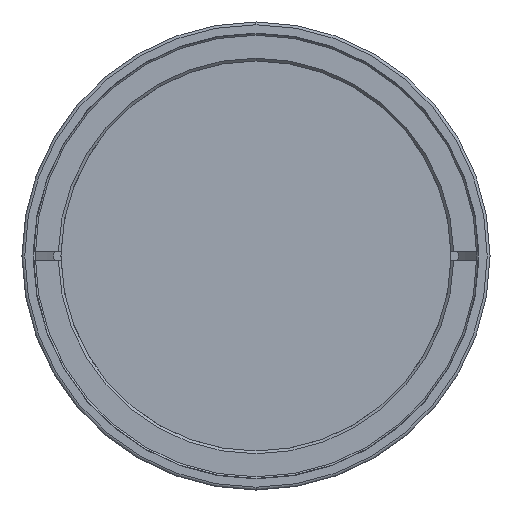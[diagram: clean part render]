
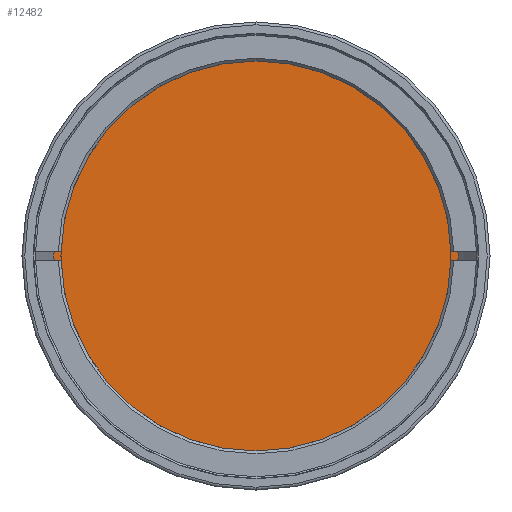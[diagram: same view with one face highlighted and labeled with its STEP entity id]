
A CAD part, left-side view. The second image highlights one B-rep face of the part: STEP entity #12482.
In plain terms, the highlighted planar face has unit normal (-1, 0, 0).
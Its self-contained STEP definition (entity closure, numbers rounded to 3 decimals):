
#586 = DIRECTION ( 'NONE',  ( -1., 0., 0. ) ) ;
#1457 = VECTOR ( 'NONE', #23228, 1000. ) ;
#2336 = FACE_OUTER_BOUND ( 'NONE', #33773, .T. ) ;
#2579 = LINE ( 'NONE', #8824, #1457 ) ;
#3401 = VERTEX_POINT ( 'NONE', #9356 ) ;
#5601 = VECTOR ( 'NONE', #20132, 1000. ) ;
#6065 = EDGE_CURVE ( 'NONE', #19751, #23461, #35330, .T. ) ;
#6244 = VECTOR ( 'NONE', #20362, 1000. ) ;
#7085 = DIRECTION ( 'NONE',  ( 1., 0., 0. ) ) ;
#8461 = EDGE_CURVE ( 'NONE', #15179, #23461, #11589, .T. ) ;
#8608 = ORIENTED_EDGE ( 'NONE', *, *, #12996, .F. ) ;
#8665 = CARTESIAN_POINT ( 'NONE',  ( 0., -35., 0. ) ) ;
#8824 = CARTESIAN_POINT ( 'NONE',  ( 0., 35., 0. ) ) ;
#9252 = DIRECTION ( 'NONE',  ( 0., 0., -1. ) ) ;
#9356 = CARTESIAN_POINT ( 'NONE',  ( 0., 0., -36.3 ) ) ;
#9438 = CARTESIAN_POINT ( 'NONE',  ( 0., 0., 0. ) ) ;
#9721 = CIRCLE ( 'NONE', #35757, 36.3 ) ;
#10328 = CIRCLE ( 'NONE', #16502, 36.3 ) ;
#11302 = CARTESIAN_POINT ( 'NONE',  ( 0., 36.3, 0. ) ) ;
#11589 = LINE ( 'NONE', #8665, #5601 ) ;
#12482 = ADVANCED_FACE ( 'NONE', ( #2336, #14216 ), #26082, .T. ) ;
#12758 = CARTESIAN_POINT ( 'NONE',  ( 0., 35., 0. ) ) ;
#12822 = EDGE_CURVE ( 'NONE', #20167, #19751, #24828, .T. ) ;
#12996 = EDGE_CURVE ( 'NONE', #30336, #3401, #9721, .T. ) ;
#13318 = CARTESIAN_POINT ( 'NONE',  ( 0., 0., 36.3 ) ) ;
#14179 = CARTESIAN_POINT ( 'NONE',  ( 0., 35., 0. ) ) ;
#14216 = FACE_BOUND ( 'NONE', #22877, .T. ) ;
#15179 = VERTEX_POINT ( 'NONE', #30454 ) ;
#16502 = AXIS2_PLACEMENT_3D ( 'NONE', #9438, #7085, #9252 ) ;
#17185 = DIRECTION ( 'NONE',  ( 0., 0., -1. ) ) ;
#18982 = AXIS2_PLACEMENT_3D ( 'NONE', #11302, #586, #27638 ) ;
#19751 = VERTEX_POINT ( 'NONE', #14179 ) ;
#20132 = DIRECTION ( 'NONE',  ( 0., 0., 1. ) ) ;
#20167 = VERTEX_POINT ( 'NONE', #24005 ) ;
#20362 = DIRECTION ( 'NONE',  ( 0., -1., 0. ) ) ;
#22456 = DIRECTION ( 'NONE',  ( 1., 0., 0. ) ) ;
#22737 = CARTESIAN_POINT ( 'NONE',  ( 0., -35., 0. ) ) ;
#22757 = ORIENTED_EDGE ( 'NONE', *, *, #28022, .F. ) ;
#22877 = EDGE_LOOP ( 'NONE', ( #36831, #33538, #25654, #25050 ) ) ;
#23221 = CARTESIAN_POINT ( 'NONE',  ( 0., 0., 0. ) ) ;
#23228 = DIRECTION ( 'NONE',  ( 0., -1., 0. ) ) ;
#23461 = VERTEX_POINT ( 'NONE', #22737 ) ;
#24005 = CARTESIAN_POINT ( 'NONE',  ( 0., 35., 0. ) ) ;
#24828 = LINE ( 'NONE', #12758, #37020 ) ;
#25050 = ORIENTED_EDGE ( 'NONE', *, *, #6065, .T. ) ;
#25654 = ORIENTED_EDGE ( 'NONE', *, *, #12822, .T. ) ;
#26082 = PLANE ( 'NONE',  #18982 ) ;
#27008 = DIRECTION ( 'NONE',  ( 0., 0., 1. ) ) ;
#27638 = DIRECTION ( 'NONE',  ( 0., 0., 1. ) ) ;
#28022 = EDGE_CURVE ( 'NONE', #3401, #30336, #10328, .T. ) ;
#29495 = CARTESIAN_POINT ( 'NONE',  ( 0., 35., 0. ) ) ;
#30336 = VERTEX_POINT ( 'NONE', #13318 ) ;
#30454 = CARTESIAN_POINT ( 'NONE',  ( 0., -35., 0. ) ) ;
#32641 = EDGE_CURVE ( 'NONE', #20167, #15179, #2579, .T. ) ;
#33538 = ORIENTED_EDGE ( 'NONE', *, *, #32641, .F. ) ;
#33773 = EDGE_LOOP ( 'NONE', ( #22757, #8608 ) ) ;
#35330 = LINE ( 'NONE', #29495, #6244 ) ;
#35757 = AXIS2_PLACEMENT_3D ( 'NONE', #23221, #22456, #17185 ) ;
#36831 = ORIENTED_EDGE ( 'NONE', *, *, #8461, .F. ) ;
#37020 = VECTOR ( 'NONE', #27008, 1000. ) ;
